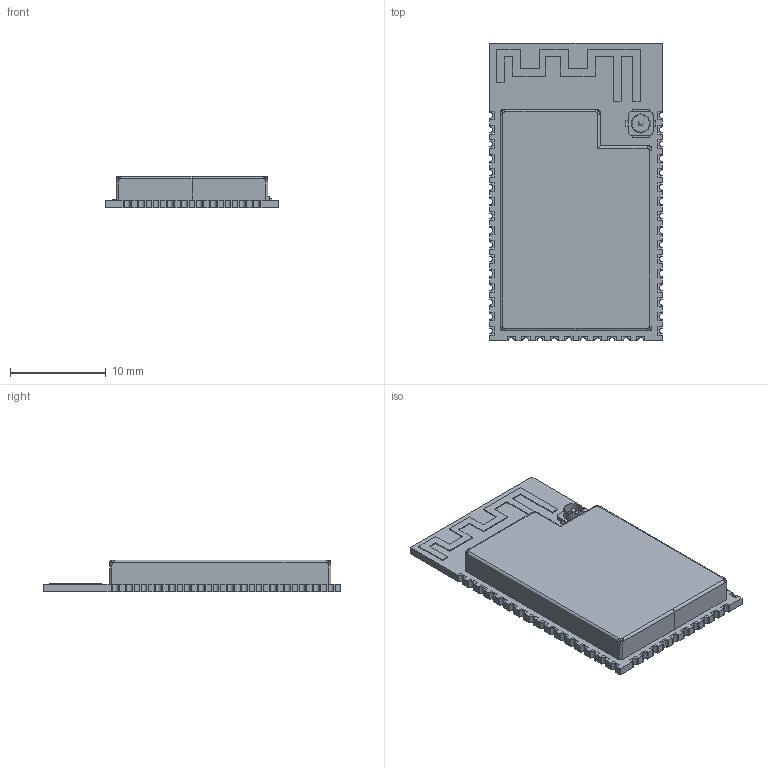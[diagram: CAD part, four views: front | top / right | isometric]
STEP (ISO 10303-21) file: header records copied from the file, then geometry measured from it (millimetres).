
FILE_DESCRIPTION(/* description */ (''),/* implementation_level */ '2;1');
FILE_NAME(/* name */ 'ESP32-S2-WROVER.step',/* time_stamp */ '2020-04-14T14:22:29-05:00',/* author */ (''),/* organization */ (''),/* preprocessor_version */ 'ST-DEVELOPER v18',/* originating_system */ 'Autodesk Translation Framework v8.12.0.6',/* authorisation */ '');
FILE_SCHEMA (('AUTOMOTIVE_DESIGN { 1 0 10303 214 3 1 1 }'));
Length unit declared in the file: millimetre
Products named in the file (6): ESP32-S2-WROVER; PCB; Castellations; Trace Antenna; UFL Connector; Can
Assembly tree (5 placements, depth 2):
  ESP32-S2-WROVER
    PCB
    Castellations
    Trace Antenna
    UFL Connector
    Can
Bounding box: 18 x 31 x 3.3 mm (x, y, z)
Volume: 1308.7 mm3; surface area: 2299.7 mm2
Topology: 46 solids, 46 shells, 956 faces, 2487 edges, 1652 vertices
Faces by surface type: plane 717, bspline 176, cylinder 61, sphere 1, cone 1
Full cylindrical faces by diameter (mm): 0.5 x1, 1.8 x1, 2 x1
Entity records: 31452 total; most frequent: CARTESIAN_POINT 8787, ORIENTED_EDGE 4972, DIRECTION 3918, EDGE_CURVE 2486, LINE 1992, VECTOR 1992, VERTEX_POINT 1652, EDGE_LOOP 986
